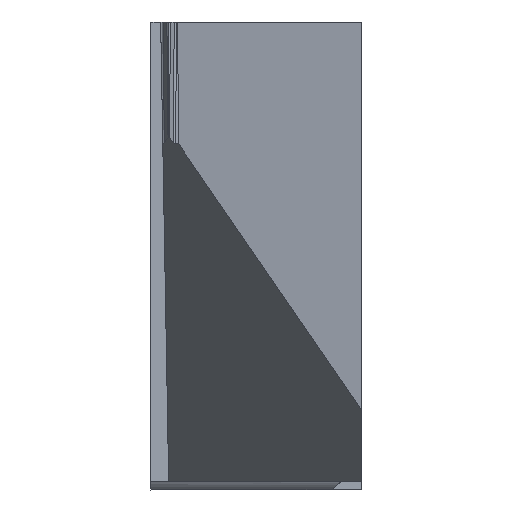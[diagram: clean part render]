
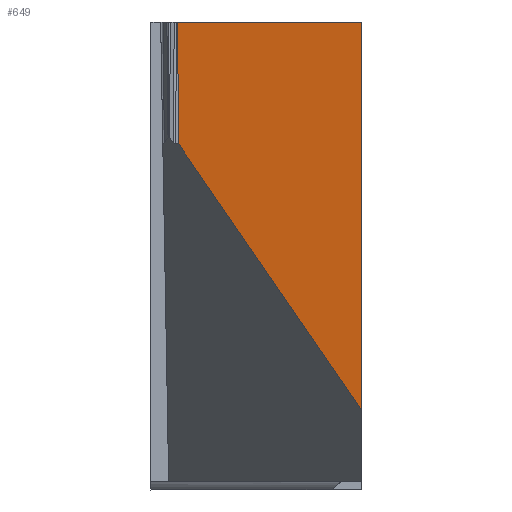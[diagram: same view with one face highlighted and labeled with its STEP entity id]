
A CAD part, front view. The second image highlights one B-rep face of the part: STEP entity #649.
In plain terms, the highlighted planar face has unit normal (0.866, -0.5, 0).
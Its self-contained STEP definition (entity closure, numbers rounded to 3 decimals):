
#96=CARTESIAN_POINT('',(3.6,5.598,0.));
#97=VERTEX_POINT('',#96);
#320=CARTESIAN_POINT('',(3.6,5.598,-6.621));
#321=VERTEX_POINT('',#320);
#332=CARTESIAN_POINT('',(3.6,5.598,0.));
#333=DIRECTION('',(0.,0.,-1.));
#334=VECTOR('',#333,6.621);
#335=LINE('',#332,#334);
#336=EDGE_CURVE('',#97,#321,#335,.T.);
#554=CARTESIAN_POINT('',(1.829,2.53,22.684));
#555=DIRECTION('',(0.866,-0.5,0.));
#556=DIRECTION('',(0.,0.,1.));
#557=AXIS2_PLACEMENT_3D('',#554,#555,#556);
#558=PLANE('',#557);
#559=ORIENTED_EDGE('Edge 1410',*,*,#336,.F.);
#568=CARTESIAN_POINT('',(0.945,1.,0.));
#569=DIRECTION('',(0.5,0.866,0.));
#570=VECTOR('',#569,5.309);
#571=LINE('',#568,#570);
#572=CARTESIAN_POINT('',(0.945,1.,0.));
#573=VERTEX_POINT('',#572);
#574=EDGE_CURVE('',#573,#97,#571,.T.);
#575=ORIENTED_EDGE('Edge 1415',*,*,#574,.F.);
#584=CARTESIAN_POINT('',(0.945,1.,0.));
#585=CARTESIAN_POINT('',(0.945,1.,0.));
#586=CARTESIAN_POINT('',(0.945,1.,0.));
#587=CARTESIAN_POINT('',(0.945,0.999,0.));
#588=(BOUNDED_CURVE()B_SPLINE_CURVE(3,(#584,#585,#586,#587),.UNSPECIFIED.,.F.,.F.)B_SPLINE_CURVE_WITH_KNOTS((4,4),(0.,1.),.UNSPECIFIED.)CURVE()GEOMETRIC_REPRESENTATION_ITEM()RATIONAL_B_SPLINE_CURVE((1.,1.,1.,1.))REPRESENTATION_ITEM(''));
#589=CARTESIAN_POINT('',(0.945,0.999,0.));
#590=VERTEX_POINT('',#589);
#591=EDGE_CURVE('',#573,#590,#588,.T.);
#592=ORIENTED_EDGE('Edge 1420',*,*,#591,.T.);
#601=CARTESIAN_POINT('',(0.945,0.999,0.));
#602=DIRECTION('',(-0.5,-0.866,0.));
#603=VECTOR('',#602,0.975);
#604=LINE('',#601,#603);
#605=CARTESIAN_POINT('',(0.458,0.155,0.));
#606=VERTEX_POINT('',#605);
#607=EDGE_CURVE('',#590,#606,#604,.T.);
#608=ORIENTED_EDGE('Edge 1425',*,*,#607,.T.);
#617=CARTESIAN_POINT('',(0.458,0.155,0.));
#618=DIRECTION('',(0.01,0.018,-1.));
#619=VECTOR('',#618,2.086);
#620=LINE('',#617,#619);
#621=CARTESIAN_POINT('',(0.479,0.192,-2.085));
#622=VERTEX_POINT('',#621);
#623=EDGE_CURVE('',#606,#622,#620,.T.);
#624=ORIENTED_EDGE('Edge 1430',*,*,#623,.T.);
#633=CARTESIAN_POINT('',(3.6,5.598,-6.621));
#634=DIRECTION('',(-0.404,-0.701,0.588));
#635=VECTOR('',#634,7.716);
#636=LINE('',#633,#635);
#637=EDGE_CURVE('',#321,#622,#636,.T.);
#638=ORIENTED_EDGE('Edge 1435',*,*,#637,.F.);
#647=EDGE_LOOP('',(#559,#575,#592,#608,#624,#638));
#648=FACE_OUTER_BOUND('Loop 1436',#647,.T.);
#649=ADVANCED_FACE('Face 1437',(#648),#558,.T.);
